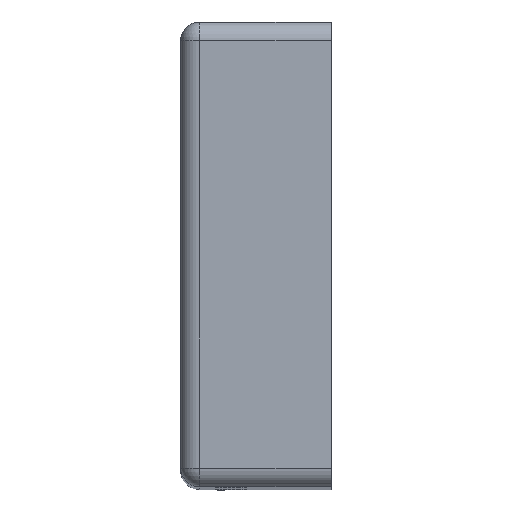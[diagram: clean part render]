
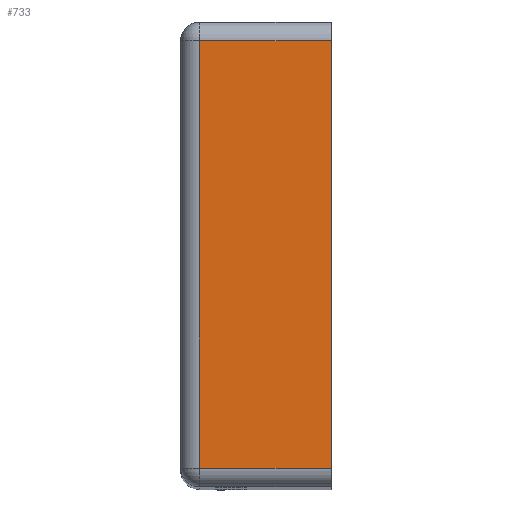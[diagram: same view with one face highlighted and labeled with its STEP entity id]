
A CAD part, top view. The second image highlights one B-rep face of the part: STEP entity #733.
In plain terms, the highlighted planar face has unit normal (0, 0, 1).
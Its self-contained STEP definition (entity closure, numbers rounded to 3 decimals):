
#323 = EDGE_CURVE ( 'NONE', #9703, #6671, #10050, .T. ) ;
#714 = CARTESIAN_POINT ( 'NONE',  ( -10.5, 17., 140. ) ) ;
#733 = ADVANCED_FACE ( 'NONE', ( #2022 ), #3951, .T. ) ;
#794 = LINE ( 'NONE', #5525, #8125 ) ;
#841 = EDGE_CURVE ( 'NONE', #6671, #1759, #8318, .T. ) ;
#979 = AXIS2_PLACEMENT_3D ( 'NONE', #5787, #7424, #10814 ) ;
#1490 = EDGE_CURVE ( 'NONE', #1759, #7773, #6678, .T. ) ;
#1759 = VERTEX_POINT ( 'NONE', #7914 ) ;
#2022 = FACE_OUTER_BOUND ( 'NONE', #11045, .T. ) ;
#2252 = ORIENTED_EDGE ( 'NONE', *, *, #323, .T. ) ;
#2569 = VECTOR ( 'NONE', #9504, 1000. ) ;
#2742 = CARTESIAN_POINT ( 'NONE',  ( -10.5, -18.5, 140. ) ) ;
#3021 = EDGE_CURVE ( 'NONE', #7773, #9703, #794, .T. ) ;
#3210 = DIRECTION ( 'NONE',  ( 1., 0., 0. ) ) ;
#3842 = ORIENTED_EDGE ( 'NONE', *, *, #841, .T. ) ;
#3951 = PLANE ( 'NONE',  #979 ) ;
#4852 = ORIENTED_EDGE ( 'NONE', *, *, #3021, .T. ) ;
#5145 = DIRECTION ( 'NONE',  ( -1., 0., 0. ) ) ;
#5525 = CARTESIAN_POINT ( 'NONE',  ( 0., -18.5, 140. ) ) ;
#5787 = CARTESIAN_POINT ( 'NONE',  ( -12., -18.5, 140. ) ) ;
#6404 = VECTOR ( 'NONE', #3210, 1000. ) ;
#6484 = CARTESIAN_POINT ( 'NONE',  ( -12., -17., 140. ) ) ;
#6671 = VERTEX_POINT ( 'NONE', #714 ) ;
#6678 = LINE ( 'NONE', #6484, #6404 ) ;
#7424 = DIRECTION ( 'NONE',  ( 0., 0., 1. ) ) ;
#7773 = VERTEX_POINT ( 'NONE', #8863 ) ;
#7914 = CARTESIAN_POINT ( 'NONE',  ( -10.5, -17., 140. ) ) ;
#8125 = VECTOR ( 'NONE', #8992, 1000. ) ;
#8318 = LINE ( 'NONE', #2742, #2569 ) ;
#8863 = CARTESIAN_POINT ( 'NONE',  ( 0., -17., 140. ) ) ;
#8992 = DIRECTION ( 'NONE',  ( 0., 1., 0. ) ) ;
#9504 = DIRECTION ( 'NONE',  ( 0., -1., 0. ) ) ;
#9703 = VERTEX_POINT ( 'NONE', #10364 ) ;
#10050 = LINE ( 'NONE', #10272, #10559 ) ;
#10095 = ORIENTED_EDGE ( 'NONE', *, *, #1490, .T. ) ;
#10272 = CARTESIAN_POINT ( 'NONE',  ( -12., 17., 140. ) ) ;
#10364 = CARTESIAN_POINT ( 'NONE',  ( 0., 17., 140. ) ) ;
#10559 = VECTOR ( 'NONE', #5145, 1000. ) ;
#10814 = DIRECTION ( 'NONE',  ( 1., 0., 0. ) ) ;
#11045 = EDGE_LOOP ( 'NONE', ( #10095, #4852, #2252, #3842 ) ) ;
